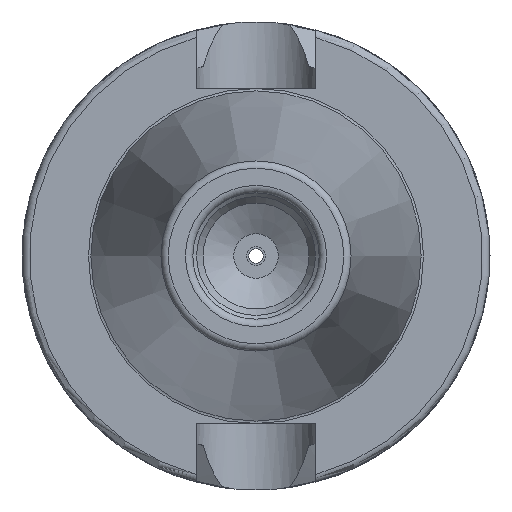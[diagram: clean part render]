
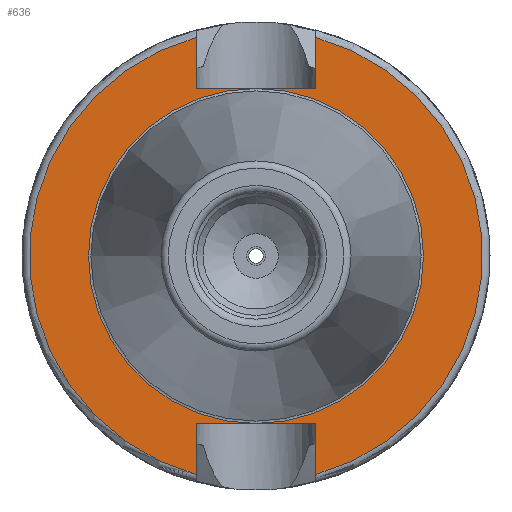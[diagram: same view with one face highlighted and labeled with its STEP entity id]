
A CAD part, left-side view. The second image highlights one B-rep face of the part: STEP entity #636.
In plain terms, the highlighted planar face has unit normal (-1, 0, 0).
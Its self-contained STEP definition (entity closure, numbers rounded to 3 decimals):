
#91=CARTESIAN_POINT('',(2.,8.05,-22.6));
#92=VERTEX_POINT('',#91);
#99=CARTESIAN_POINT('',(2.,8.05,-29.418));
#100=VERTEX_POINT('',#99);
#101=CARTESIAN_POINT('',(2.,8.05,-29.418));
#102=DIRECTION('',(0.0,0.0,1.0));
#103=VECTOR('',#102,6.818);
#104=LINE('',#101,#103);
#105=EDGE_CURVE('',#100,#92,#104,.T.);
#151=CARTESIAN_POINT('',(2.,-8.05,-22.6));
#152=VERTEX_POINT('',#151);
#153=CARTESIAN_POINT('',(2.,8.05,-22.6));
#154=DIRECTION('',(0.0,-1.0,0.0));
#155=VECTOR('',#154,16.1);
#156=LINE('',#153,#155);
#157=EDGE_CURVE('',#92,#152,#156,.T.);
#216=CARTESIAN_POINT('',(2.,-8.05,-29.418));
#217=VERTEX_POINT('',#216);
#231=CARTESIAN_POINT('',(2.,-8.05,-22.6));
#232=DIRECTION('',(0.0,0.0,-1.0));
#233=VECTOR('',#232,6.818);
#234=LINE('',#231,#233);
#235=EDGE_CURVE('',#152,#217,#234,.T.);
#575=CARTESIAN_POINT('',(2.,26.525,0.0));
#576=DIRECTION('',(-1.0,0.0,0.0));
#577=DIRECTION('',(0.0,0.0,1.0));
#578=AXIS2_PLACEMENT_3D('',#575,#576,#577);
#579=PLANE('',#578);
#580=ORIENTED_EDGE('',*,*,#105,.T.);
#581=ORIENTED_EDGE('',*,*,#157,.T.);
#582=ORIENTED_EDGE('',*,*,#235,.T.);
#583=CARTESIAN_POINT('',(2.,-8.05,29.418));
#584=VERTEX_POINT('',#583);
#585=CARTESIAN_POINT('',(2.,0.,0.0));
#586=DIRECTION('',(1.0,0.0,0.0));
#587=DIRECTION('',(0.0,1.0,0.0));
#588=AXIS2_PLACEMENT_3D('',#585,#586,#587);
#589=CIRCLE('',#588,30.5);
#590=EDGE_CURVE('',#584,#217,#589,.T.);
#591=ORIENTED_EDGE('',*,*,#590,.F.);
#592=CARTESIAN_POINT('',(2.,-8.05,22.6));
#593=VERTEX_POINT('',#592);
#594=CARTESIAN_POINT('',(2.,-8.05,29.418));
#595=DIRECTION('',(0.0,0.0,-1.0));
#596=VECTOR('',#595,6.818);
#597=LINE('',#594,#596);
#598=EDGE_CURVE('',#584,#593,#597,.T.);
#599=ORIENTED_EDGE('',*,*,#598,.T.);
#600=CARTESIAN_POINT('',(2.,8.05,22.6));
#601=VERTEX_POINT('',#600);
#602=CARTESIAN_POINT('',(2.,-8.05,22.6));
#603=DIRECTION('',(0.0,1.0,0.0));
#604=VECTOR('',#603,16.1);
#605=LINE('',#602,#604);
#606=EDGE_CURVE('',#593,#601,#605,.T.);
#607=ORIENTED_EDGE('',*,*,#606,.T.);
#608=CARTESIAN_POINT('',(2.,8.05,29.418));
#609=VERTEX_POINT('',#608);
#610=CARTESIAN_POINT('',(2.,8.05,22.6));
#611=DIRECTION('',(0.0,0.0,1.0));
#612=VECTOR('',#611,6.818);
#613=LINE('',#610,#612);
#614=EDGE_CURVE('',#601,#609,#613,.T.);
#615=ORIENTED_EDGE('',*,*,#614,.T.);
#616=CARTESIAN_POINT('',(2.,0.,0.0));
#617=DIRECTION('',(1.0,0.0,0.0));
#618=DIRECTION('',(0.0,1.0,0.0));
#619=AXIS2_PLACEMENT_3D('',#616,#617,#618);
#620=CIRCLE('',#619,30.5);
#621=EDGE_CURVE('',#100,#609,#620,.T.);
#622=ORIENTED_EDGE('',*,*,#621,.F.);
#623=EDGE_LOOP('',(#580,#581,#582,#591,#599,#607,#615,#622));
#624=FACE_OUTER_BOUND('',#623,.T.);
#625=CARTESIAN_POINT('',(2.,22.55,0.0));
#626=VERTEX_POINT('',#625);
#627=CARTESIAN_POINT('',(2.,0.,0.0));
#628=DIRECTION('',(1.0,0.0,0.0));
#629=DIRECTION('',(0.0,1.0,0.0));
#630=AXIS2_PLACEMENT_3D('',#627,#628,#629);
#631=CIRCLE('',#630,22.55);
#632=EDGE_CURVE('',#626,#626,#631,.T.);
#633=ORIENTED_EDGE('',*,*,#632,.T.);
#634=EDGE_LOOP('',(#633));
#635=FACE_BOUND('',#634,.T.);
#636=ADVANCED_FACE('',(#624,#635),#579,.T.);
